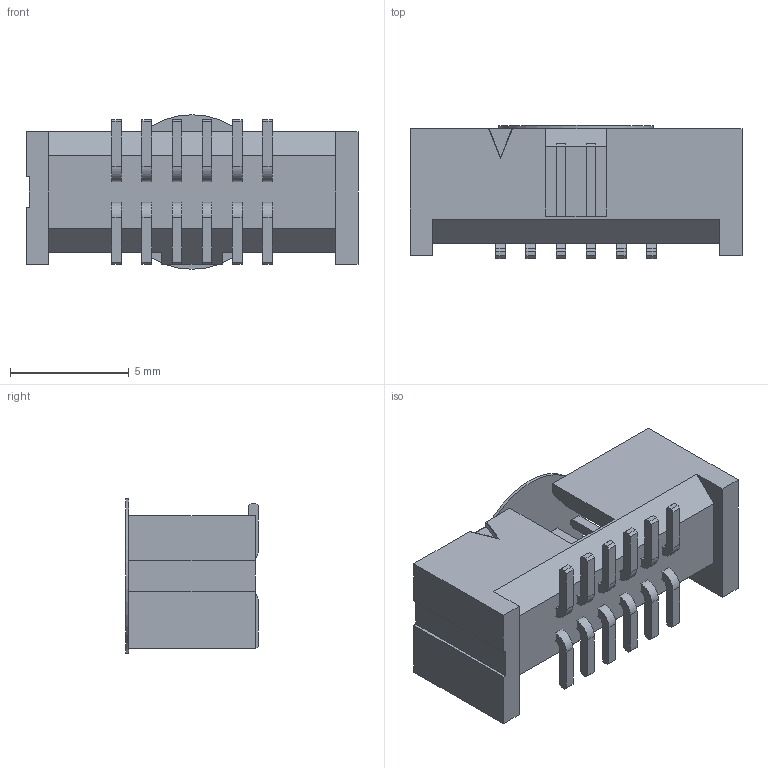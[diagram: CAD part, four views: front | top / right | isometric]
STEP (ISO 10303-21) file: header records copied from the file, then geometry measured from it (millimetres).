
FILE_DESCRIPTION( ( 'STEP AP214' ), '1' );
FILE_NAME( 'SHF-106-01-L-D-SM-K-TR.stp', '2021-04-15T01:23:02', ( 'License CC BY-ND 4.0' ), ( 'CADENAS' ), ' ', 'PARTsolutions', ' ' );
FILE_SCHEMA( ( 'AUTOMOTIVE_DESIGN { 1 0 10303 214 1 1 1 1 }' ) );
Length unit declared in the file: inch
Products named in the file (5): SHF-106-01-L-D-SM-K-TR; _SHF-106-01-D_header; _SHF-First_Position_Indicator; _T-1S71-02-06-D-SM; _K-DOT-0.256-0.375-0.005_polyamide_pick_
Assembly tree (4 placements, depth 2):
  SHF-106-01-L-D-SM-K-TR
    _SHF-106-01-D_header
    _SHF-First_Position_Indicator
    _T-1S71-02-06-D-SM
    _K-DOT-0.256-0.375-0.005_polyamide_pick_
Bounding box: 13.97 x 5.59 x 6.5 mm (x, y, z)
Volume: 195.1 mm3; surface area: 667 mm2
Topology: 4 solids, 4 shells, 239 faces, 689 edges, 458 vertices
Faces by surface type: plane 214, cylinder 25
Full cylindrical faces by diameter (mm): 6.502 x1
Entity records: 9714 total; most frequent: CARTESIAN_POINT 1390, ORIENTED_EDGE 1376, DIRECTION 1226, EDGE_CURVE 688, LINE 638, VECTOR 638, VERTEX_POINT 458, AXIS2_PLACEMENT_3D 294
